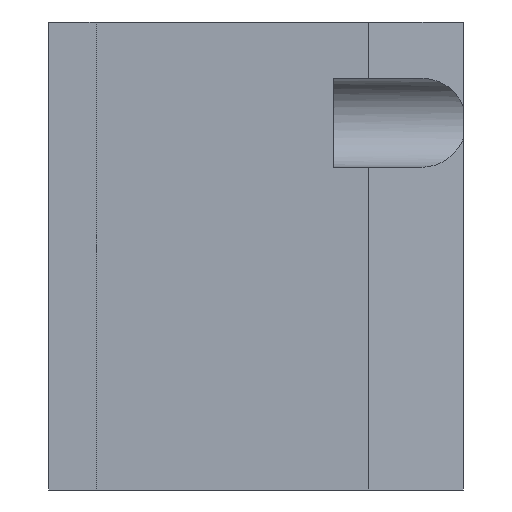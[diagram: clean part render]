
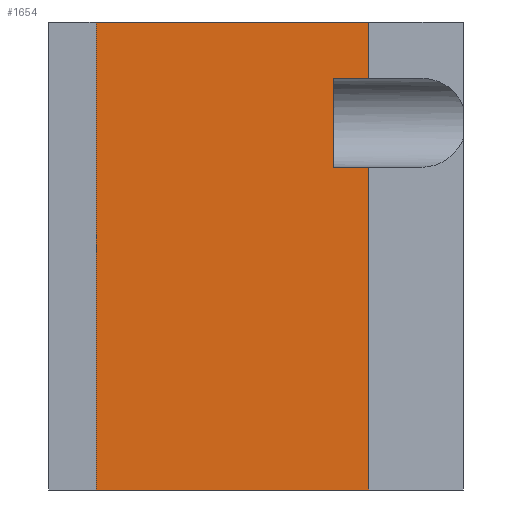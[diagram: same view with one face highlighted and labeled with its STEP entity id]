
A CAD part, left-side view. The second image highlights one B-rep face of the part: STEP entity #1654.
In plain terms, the highlighted planar face has unit normal (-1, 0, 0).
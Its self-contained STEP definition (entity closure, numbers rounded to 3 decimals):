
#101=PLANE('',#1877);
#201=FACE_OUTER_BOUND('',#300,.T.);
#300=EDGE_LOOP('',(#1320,#1321,#1322,#1323,#1324,#1325,#1326,#1327));
#404=LINE('',#2660,#554);
#423=LINE('',#2726,#573);
#429=LINE('',#2738,#579);
#430=LINE('',#2747,#580);
#438=LINE('',#2764,#588);
#439=LINE('',#2765,#589);
#440=LINE('',#2767,#590);
#441=LINE('',#2768,#591);
#554=VECTOR('',#2111,10.);
#573=VECTOR('',#2178,10.);
#579=VECTOR('',#2186,10.);
#580=VECTOR('',#2199,10.);
#588=VECTOR('',#2213,10.);
#589=VECTOR('',#2214,10.);
#590=VECTOR('',#2215,10.);
#591=VECTOR('',#2216,10.);
#789=VERTEX_POINT('',#2657);
#790=VERTEX_POINT('',#2659);
#811=VERTEX_POINT('',#2722);
#813=VERTEX_POINT('',#2725);
#816=VERTEX_POINT('',#2732);
#818=VERTEX_POINT('',#2736);
#826=VERTEX_POINT('',#2763);
#827=VERTEX_POINT('',#2766);
#964=EDGE_CURVE('',#790,#789,#404,.T.);
#995=EDGE_CURVE('',#813,#811,#423,.T.);
#1001=EDGE_CURVE('',#816,#818,#429,.T.);
#1006=EDGE_CURVE('',#818,#813,#430,.T.);
#1014=EDGE_CURVE('',#789,#826,#438,.T.);
#1015=EDGE_CURVE('',#816,#826,#439,.T.);
#1016=EDGE_CURVE('',#827,#811,#440,.T.);
#1017=EDGE_CURVE('',#827,#790,#441,.T.);
#1320=ORIENTED_EDGE('',*,*,#964,.T.);
#1321=ORIENTED_EDGE('',*,*,#1014,.T.);
#1322=ORIENTED_EDGE('',*,*,#1015,.F.);
#1323=ORIENTED_EDGE('',*,*,#1001,.T.);
#1324=ORIENTED_EDGE('',*,*,#1006,.T.);
#1325=ORIENTED_EDGE('',*,*,#995,.T.);
#1326=ORIENTED_EDGE('',*,*,#1016,.F.);
#1327=ORIENTED_EDGE('',*,*,#1017,.T.);
#1654=ADVANCED_FACE('',(#201),#101,.T.);
#1877=AXIS2_PLACEMENT_3D('',#2762,#2211,#2212);
#2111=DIRECTION('',(0.,0.,-1.));
#2178=DIRECTION('',(0.,-1.,0.));
#2186=DIRECTION('',(0.,1.,0.));
#2199=DIRECTION('',(0.,0.,1.));
#2211=DIRECTION('center_axis',(-1.,0.,0.));
#2212=DIRECTION('ref_axis',(0.,0.,1.));
#2213=DIRECTION('',(0.,-1.,0.));
#2214=DIRECTION('',(0.,0.,-1.));
#2215=DIRECTION('',(0.,0.,-1.));
#2216=DIRECTION('',(0.,1.,0.));
#2657=CARTESIAN_POINT('',(-43.,27.,-39.5));
#2659=CARTESIAN_POINT('',(-43.,27.,39.5));
#2660=CARTESIAN_POINT('',(-43.,27.,19.75));
#2722=CARTESIAN_POINT('',(-43.,-19.,30.));
#2725=CARTESIAN_POINT('',(-43.,-13.,30.));
#2726=CARTESIAN_POINT('',(-43.,-35.,30.));
#2732=CARTESIAN_POINT('',(-43.,-19.,15.));
#2736=CARTESIAN_POINT('',(-43.,-13.,15.));
#2738=CARTESIAN_POINT('',(-43.,-35.,15.));
#2747=CARTESIAN_POINT('',(-43.,-13.,11.25));
#2762=CARTESIAN_POINT('Origin',(-43.,-35.,0.));
#2763=CARTESIAN_POINT('',(-43.,-19.,-39.5));
#2764=CARTESIAN_POINT('',(-43.,-35.,-39.5));
#2765=CARTESIAN_POINT('',(-43.,-19.,0.));
#2766=CARTESIAN_POINT('',(-43.,-19.,39.5));
#2767=CARTESIAN_POINT('',(-43.,-19.,0.));
#2768=CARTESIAN_POINT('',(-43.,-35.,39.5));
